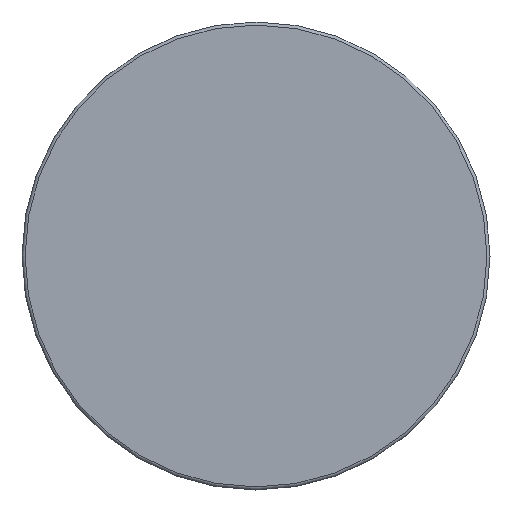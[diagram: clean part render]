
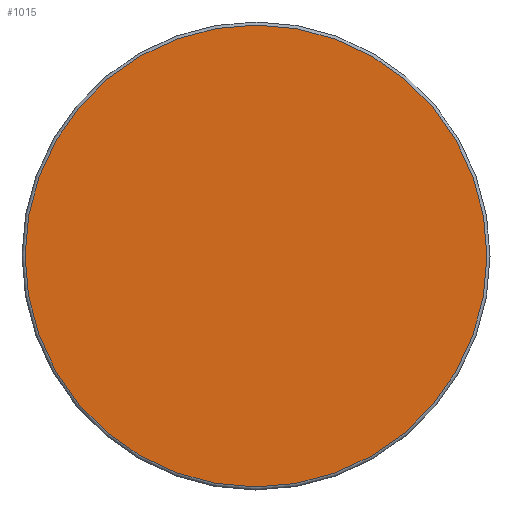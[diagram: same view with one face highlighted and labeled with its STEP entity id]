
A CAD part, front view. The second image highlights one B-rep face of the part: STEP entity #1015.
In plain terms, the highlighted planar face has unit normal (0, -1, 0).
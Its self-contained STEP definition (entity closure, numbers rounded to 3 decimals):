
#86=PLANE('',#1167);
#160=FACE_OUTER_BOUND('',#235,.T.);
#235=EDGE_LOOP('',(#875,#876));
#373=CIRCLE('',#1164,84.632);
#374=CIRCLE('',#1165,84.632);
#467=VERTEX_POINT('',#6360);
#468=VERTEX_POINT('',#6361);
#602=EDGE_CURVE('',#467,#468,#373,.T.);
#603=EDGE_CURVE('',#468,#467,#374,.T.);
#875=ORIENTED_EDGE('',*,*,#602,.T.);
#876=ORIENTED_EDGE('',*,*,#603,.T.);
#1015=ADVANCED_FACE('',(#160),#86,.T.);
#1164=AXIS2_PLACEMENT_3D('',#6362,#1460,#1461);
#1165=AXIS2_PLACEMENT_3D('',#6363,#1462,#1463);
#1167=AXIS2_PLACEMENT_3D('',#6365,#1466,#1467);
#1460=DIRECTION('center_axis',(0.,-1.,0.));
#1461=DIRECTION('ref_axis',(0.344,0.,0.939));
#1462=DIRECTION('center_axis',(0.,-1.,0.));
#1463=DIRECTION('ref_axis',(0.344,0.,0.939));
#1466=DIRECTION('center_axis',(0.,-1.,0.));
#1467=DIRECTION('ref_axis',(0.939,0.,-0.344));
#6360=CARTESIAN_POINT('',(23.693,-70.158,79.478));
#6361=CARTESIAN_POINT('',(-84.869,-70.158,29.084));
#6362=CARTESIAN_POINT('Origin',(-5.391,-70.158,0.));
#6363=CARTESIAN_POINT('Origin',(-5.391,-70.158,0.));
#6365=CARTESIAN_POINT('Origin',(9.151,-70.158,39.739));
